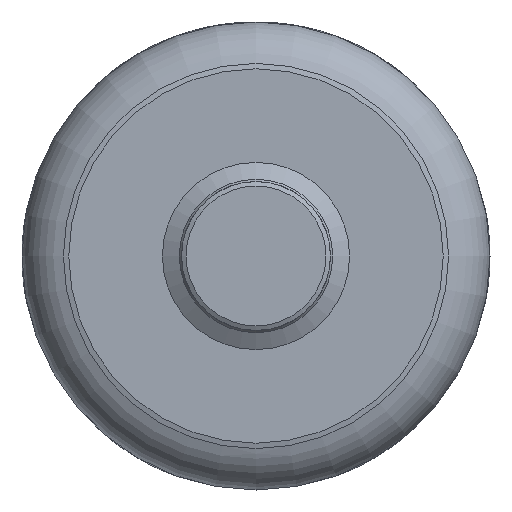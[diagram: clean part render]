
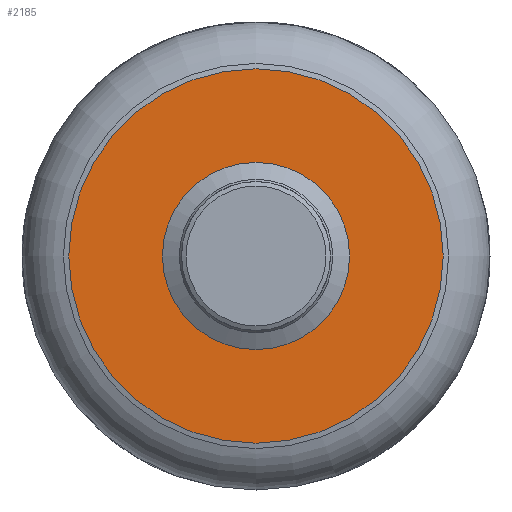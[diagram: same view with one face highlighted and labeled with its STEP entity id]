
A CAD part, front view. The second image highlights one B-rep face of the part: STEP entity #2185.
In plain terms, the highlighted planar face has unit normal (0, -1, 0).
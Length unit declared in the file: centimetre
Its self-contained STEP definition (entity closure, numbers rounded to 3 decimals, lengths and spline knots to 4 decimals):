
#296=PLANE($,#2426);
#458=FACE_BOUND($,#761,.T.);
#540=FACE_OUTER_BOUND($,#760,.T.);
#760=EDGE_LOOP($,(#1676));
#761=EDGE_LOOP($,(#1677));
#981=CIRCLE($,#2427,0.6);
#982=CIRCLE($,#2428,0.3);
#1140=VERTEX_POINT($,#4003);
#1141=VERTEX_POINT($,#4005);
#1357=EDGE_CURVE($,#1140,#1140,#981,.T.);
#1358=EDGE_CURVE($,#1141,#1141,#982,.T.);
#1676=ORIENTED_EDGE($,*,*,#1357,.T.);
#1677=ORIENTED_EDGE($,*,*,#1358,.F.);
#2185=ADVANCED_FACE($,(#540,#458),#296,.T.);
#2426=AXIS2_PLACEMENT_3D($,#4002,#2853,#2854);
#2427=AXIS2_PLACEMENT_3D($,#4004,#2855,#2856);
#2428=AXIS2_PLACEMENT_3D($,#4006,#2857,#2858);
#2853=DIRECTION('center_axis',(0.,-1.,0.));
#2854=DIRECTION('ref_axis',(0.,0.,-1.));
#2855=DIRECTION('center_axis',(0.,-1.,0.));
#2856=DIRECTION('ref_axis',(0.,0.,-1.));
#2857=DIRECTION('center_axis',(0.,-1.,0.));
#2858=DIRECTION('ref_axis',(0.,0.,-1.));
#4002=CARTESIAN_POINT('Origin',(0.6,-0.3464,0.));
#4003=CARTESIAN_POINT('',(0.,-0.3464,-0.6));
#4004=CARTESIAN_POINT('Origin',(0.,-0.3464,0.));
#4005=CARTESIAN_POINT('',(0.,-0.3464,-0.3));
#4006=CARTESIAN_POINT('Origin',(0.,-0.3464,0.));
